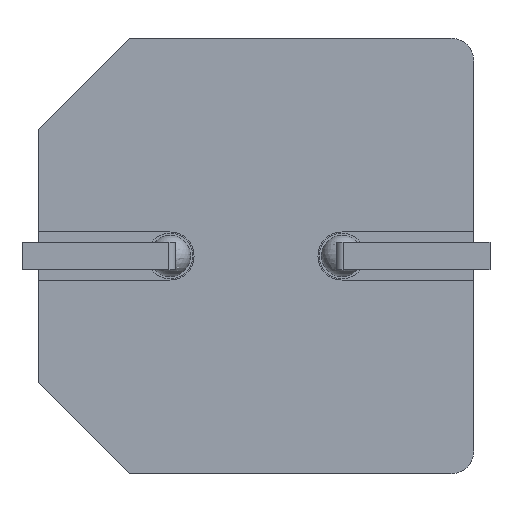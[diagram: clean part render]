
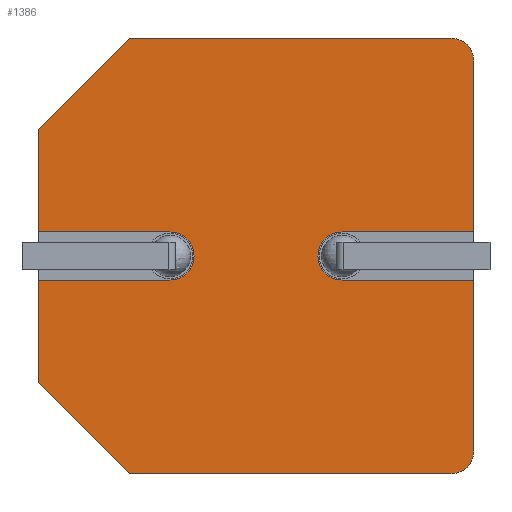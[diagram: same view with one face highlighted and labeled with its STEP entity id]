
A CAD part, front view. The second image highlights one B-rep face of the part: STEP entity #1386.
In plain terms, the highlighted planar face has unit normal (0, -1, 0).
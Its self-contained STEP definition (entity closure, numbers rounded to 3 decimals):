
#22 = LINE ( 'NONE', #1060, #2481 ) ;
#32 = EDGE_CURVE ( 'NONE', #1570, #1829, #819, .T. ) ;
#60 = LINE ( 'NONE', #1503, #2224 ) ;
#78 = VERTEX_POINT ( 'NONE', #1390 ) ;
#80 = CARTESIAN_POINT ( 'NONE',  ( -9.5, 0., -5.5 ) ) ;
#85 = DIRECTION ( 'NONE',  ( 0., 0., 1. ) ) ;
#102 = VERTEX_POINT ( 'NONE', #953 ) ;
#129 = LINE ( 'NONE', #866, #525 ) ;
#161 = CARTESIAN_POINT ( 'NONE',  ( 0., 0., -1.05 ) ) ;
#168 = CARTESIAN_POINT ( 'NONE',  ( 0., 0., 0. ) ) ;
#179 = ORIENTED_EDGE ( 'NONE', *, *, #1446, .T. ) ;
#185 = PLANE ( 'NONE',  #2111 ) ;
#188 = VECTOR ( 'NONE', #1459, 1000. ) ;
#191 = EDGE_CURVE ( 'NONE', #2145, #679, #1929, .T. ) ;
#227 = CARTESIAN_POINT ( 'NONE',  ( -5.5, 0., 9.5 ) ) ;
#236 = ORIENTED_EDGE ( 'NONE', *, *, #545, .T. ) ;
#261 = VECTOR ( 'NONE', #2306, 1000. ) ;
#264 = DIRECTION ( 'NONE',  ( 0., 0., -1. ) ) ;
#274 = VERTEX_POINT ( 'NONE', #1422 ) ;
#276 = ORIENTED_EDGE ( 'NONE', *, *, #32, .T. ) ;
#277 = DIRECTION ( 'NONE',  ( 0.707, 0., -0.707 ) ) ;
#287 = EDGE_CURVE ( 'NONE', #1570, #102, #1140, .T. ) ;
#291 = CARTESIAN_POINT ( 'NONE',  ( 9.5, 0., 0. ) ) ;
#315 = VERTEX_POINT ( 'NONE', #2059 ) ;
#325 = ORIENTED_EDGE ( 'NONE', *, *, #287, .F. ) ;
#331 = LINE ( 'NONE', #402, #188 ) ;
#393 = FACE_OUTER_BOUND ( 'NONE', #1518, .T. ) ;
#402 = CARTESIAN_POINT ( 'NONE',  ( 0., 0., 9.5 ) ) ;
#409 = DIRECTION ( 'NONE',  ( 0., 1., 0. ) ) ;
#475 = ORIENTED_EDGE ( 'NONE', *, *, #2275, .T. ) ;
#525 = VECTOR ( 'NONE', #2541, 1000. ) ;
#545 = EDGE_CURVE ( 'NONE', #717, #2335, #1067, .T. ) ;
#557 = LINE ( 'NONE', #161, #1761 ) ;
#574 = DIRECTION ( 'NONE',  ( 0., 0., 1. ) ) ;
#636 = DIRECTION ( 'NONE',  ( 1., 0., 0. ) ) ;
#676 = VERTEX_POINT ( 'NONE', #2592 ) ;
#679 = VERTEX_POINT ( 'NONE', #80 ) ;
#717 = VERTEX_POINT ( 'NONE', #2705 ) ;
#798 = AXIS2_PLACEMENT_3D ( 'NONE', #2397, #924, #1340 ) ;
#814 = DIRECTION ( 'NONE',  ( 0., -1., 0. ) ) ;
#819 = LINE ( 'NONE', #291, #2292 ) ;
#866 = CARTESIAN_POINT ( 'NONE',  ( 0., 0., -9.5 ) ) ;
#924 = DIRECTION ( 'NONE',  ( 0., 1., 0. ) ) ;
#953 = CARTESIAN_POINT ( 'NONE',  ( 8.5, 0., -9.5 ) ) ;
#959 = EDGE_CURVE ( 'NONE', #2242, #1172, #2650, .T. ) ;
#970 = LINE ( 'NONE', #2314, #2483 ) ;
#1046 = DIRECTION ( 'NONE',  ( 0., 0., 1. ) ) ;
#1060 = CARTESIAN_POINT ( 'NONE',  ( -9.5, 0., -5.5 ) ) ;
#1067 = CIRCLE ( 'NONE', #1588, 1.05 ) ;
#1119 = AXIS2_PLACEMENT_3D ( 'NONE', #1888, #2281, #1046 ) ;
#1138 = DIRECTION ( 'NONE',  ( -0.707, 0., -0.707 ) ) ;
#1140 = CIRCLE ( 'NONE', #2447, 1. ) ;
#1172 = VERTEX_POINT ( 'NONE', #1329 ) ;
#1180 = DIRECTION ( 'NONE',  ( -1., 0., 0. ) ) ;
#1194 = EDGE_CURVE ( 'NONE', #2305, #2145, #557, .T. ) ;
#1203 = CARTESIAN_POINT ( 'NONE',  ( -5.5, 0., -9.5 ) ) ;
#1226 = CARTESIAN_POINT ( 'NONE',  ( 9.5, 0., -1.05 ) ) ;
#1286 = LINE ( 'NONE', #1644, #1619 ) ;
#1296 = CARTESIAN_POINT ( 'NONE',  ( 3.75, 0., 0. ) ) ;
#1307 = VERTEX_POINT ( 'NONE', #1203 ) ;
#1323 = CIRCLE ( 'NONE', #1119, 1. ) ;
#1329 = CARTESIAN_POINT ( 'NONE',  ( 9.5, 0., 8.5 ) ) ;
#1340 = DIRECTION ( 'NONE',  ( 0., 0., 1. ) ) ;
#1386 = ADVANCED_FACE ( 'NONE', ( #393 ), #185, .T. ) ;
#1390 = CARTESIAN_POINT ( 'NONE',  ( -9.5, 0., 5.5 ) ) ;
#1397 = LINE ( 'NONE', #1960, #1622 ) ;
#1400 = VECTOR ( 'NONE', #1718, 1000. ) ;
#1422 = CARTESIAN_POINT ( 'NONE',  ( 8.5, 0., 9.5 ) ) ;
#1446 = EDGE_CURVE ( 'NONE', #315, #676, #1850, .T. ) ;
#1459 = DIRECTION ( 'NONE',  ( -1., 0., 0. ) ) ;
#1465 = EDGE_CURVE ( 'NONE', #1307, #102, #129, .T. ) ;
#1503 = CARTESIAN_POINT ( 'NONE',  ( -9.5, 0., 0. ) ) ;
#1518 = EDGE_LOOP ( 'NONE', ( #276, #2062, #236, #475, #2115, #2004, #2045, #2136, #2697, #179, #2042, #2134, #2526, #2209, #1943, #325 ) ) ;
#1533 = EDGE_CURVE ( 'NONE', #1829, #717, #970, .T. ) ;
#1570 = VERTEX_POINT ( 'NONE', #1947 ) ;
#1588 = AXIS2_PLACEMENT_3D ( 'NONE', #1296, #2542, #1904 ) ;
#1616 = EDGE_CURVE ( 'NONE', #78, #315, #60, .T. ) ;
#1619 = VECTOR ( 'NONE', #636, 1000. ) ;
#1622 = VECTOR ( 'NONE', #1138, 1000. ) ;
#1631 = CARTESIAN_POINT ( 'NONE',  ( 8.5, 0., -8.5 ) ) ;
#1644 = CARTESIAN_POINT ( 'NONE',  ( 0., 0., 1.05 ) ) ;
#1718 = DIRECTION ( 'NONE',  ( 0., 0., 1. ) ) ;
#1730 = CARTESIAN_POINT ( 'NONE',  ( 3.75, 0., 1.05 ) ) ;
#1749 = EDGE_CURVE ( 'NONE', #274, #1172, #1323, .T. ) ;
#1761 = VECTOR ( 'NONE', #1180, 1000. ) ;
#1792 = CIRCLE ( 'NONE', #798, 1.05 ) ;
#1805 = VERTEX_POINT ( 'NONE', #227 ) ;
#1829 = VERTEX_POINT ( 'NONE', #1226 ) ;
#1848 = EDGE_CURVE ( 'NONE', #274, #1805, #331, .T. ) ;
#1850 = LINE ( 'NONE', #2724, #261 ) ;
#1884 = EDGE_CURVE ( 'NONE', #679, #1307, #22, .T. ) ;
#1888 = CARTESIAN_POINT ( 'NONE',  ( 8.5, 0., 8.5 ) ) ;
#1903 = DIRECTION ( 'NONE',  ( -1., 0., 0. ) ) ;
#1904 = DIRECTION ( 'NONE',  ( 0., 0., 1. ) ) ;
#1929 = LINE ( 'NONE', #2263, #2361 ) ;
#1943 = ORIENTED_EDGE ( 'NONE', *, *, #1465, .T. ) ;
#1947 = CARTESIAN_POINT ( 'NONE',  ( 9.5, 0., -8.5 ) ) ;
#1960 = CARTESIAN_POINT ( 'NONE',  ( -5.5, 0., 9.5 ) ) ;
#2004 = ORIENTED_EDGE ( 'NONE', *, *, #1749, .F. ) ;
#2011 = EDGE_CURVE ( 'NONE', #676, #2305, #1792, .T. ) ;
#2029 = EDGE_CURVE ( 'NONE', #1805, #78, #1397, .T. ) ;
#2042 = ORIENTED_EDGE ( 'NONE', *, *, #2011, .T. ) ;
#2045 = ORIENTED_EDGE ( 'NONE', *, *, #1848, .T. ) ;
#2050 = DIRECTION ( 'NONE',  ( 0., 0., -1. ) ) ;
#2059 = CARTESIAN_POINT ( 'NONE',  ( -9.5, 0., 1.05 ) ) ;
#2062 = ORIENTED_EDGE ( 'NONE', *, *, #1533, .T. ) ;
#2082 = CARTESIAN_POINT ( 'NONE',  ( -3.75, 0., -1.05 ) ) ;
#2111 = AXIS2_PLACEMENT_3D ( 'NONE', #168, #814, #2277 ) ;
#2115 = ORIENTED_EDGE ( 'NONE', *, *, #959, .T. ) ;
#2134 = ORIENTED_EDGE ( 'NONE', *, *, #1194, .T. ) ;
#2136 = ORIENTED_EDGE ( 'NONE', *, *, #2029, .T. ) ;
#2145 = VERTEX_POINT ( 'NONE', #2622 ) ;
#2171 = CARTESIAN_POINT ( 'NONE',  ( 9.5, 0., 0. ) ) ;
#2209 = ORIENTED_EDGE ( 'NONE', *, *, #1884, .T. ) ;
#2224 = VECTOR ( 'NONE', #264, 1000. ) ;
#2242 = VERTEX_POINT ( 'NONE', #2274 ) ;
#2263 = CARTESIAN_POINT ( 'NONE',  ( -9.5, 0., 0. ) ) ;
#2274 = CARTESIAN_POINT ( 'NONE',  ( 9.5, 0., 1.05 ) ) ;
#2275 = EDGE_CURVE ( 'NONE', #2335, #2242, #1286, .T. ) ;
#2277 = DIRECTION ( 'NONE',  ( 0., 0., 1. ) ) ;
#2281 = DIRECTION ( 'NONE',  ( 0., 1., 0. ) ) ;
#2292 = VECTOR ( 'NONE', #85, 1000. ) ;
#2305 = VERTEX_POINT ( 'NONE', #2082 ) ;
#2306 = DIRECTION ( 'NONE',  ( 1., 0., 0. ) ) ;
#2314 = CARTESIAN_POINT ( 'NONE',  ( 0., 0., -1.05 ) ) ;
#2335 = VERTEX_POINT ( 'NONE', #1730 ) ;
#2361 = VECTOR ( 'NONE', #2050, 1000. ) ;
#2397 = CARTESIAN_POINT ( 'NONE',  ( -3.75, 0., 0. ) ) ;
#2447 = AXIS2_PLACEMENT_3D ( 'NONE', #1631, #409, #574 ) ;
#2481 = VECTOR ( 'NONE', #277, 1000. ) ;
#2483 = VECTOR ( 'NONE', #1903, 1000. ) ;
#2526 = ORIENTED_EDGE ( 'NONE', *, *, #191, .T. ) ;
#2541 = DIRECTION ( 'NONE',  ( 1., 0., 0. ) ) ;
#2542 = DIRECTION ( 'NONE',  ( 0., 1., 0. ) ) ;
#2592 = CARTESIAN_POINT ( 'NONE',  ( -3.75, 0., 1.05 ) ) ;
#2622 = CARTESIAN_POINT ( 'NONE',  ( -9.5, 0., -1.05 ) ) ;
#2650 = LINE ( 'NONE', #2171, #1400 ) ;
#2697 = ORIENTED_EDGE ( 'NONE', *, *, #1616, .T. ) ;
#2705 = CARTESIAN_POINT ( 'NONE',  ( 3.75, 0., -1.05 ) ) ;
#2724 = CARTESIAN_POINT ( 'NONE',  ( 0., 0., 1.05 ) ) ;
